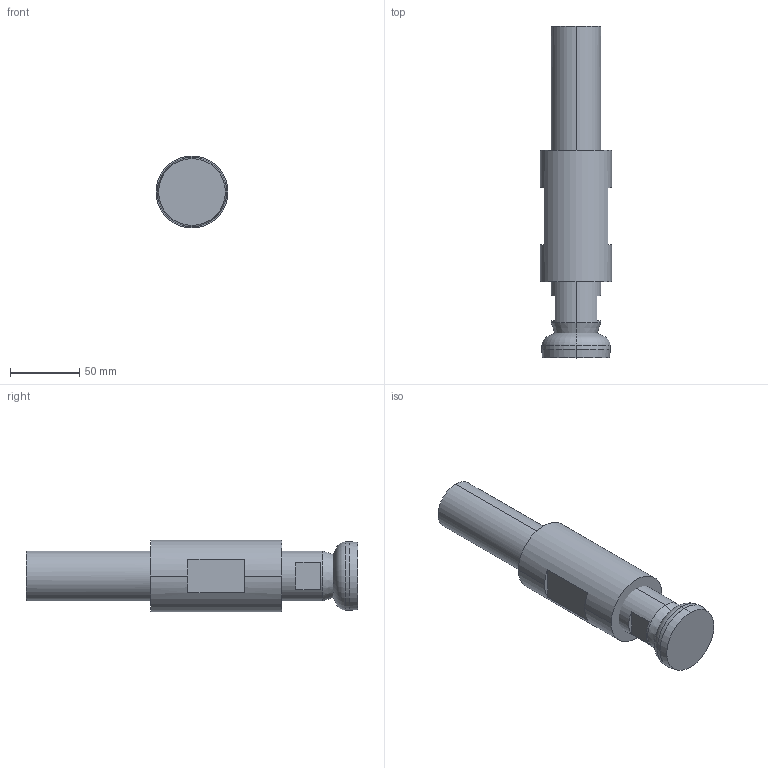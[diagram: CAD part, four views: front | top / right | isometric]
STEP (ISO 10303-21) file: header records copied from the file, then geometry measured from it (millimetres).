
FILE_DESCRIPTION (( 'STEP AP203' ), '1' );
FILE_NAME ('EHLFx0 - HLF50LC-M36-L215-R19.STEP', '2024-08-30T13:02:31', ( '' ), ( '' ), 'SwSTEP 2.0', 'SolidWorks 2024', '' );
FILE_SCHEMA (( 'CONFIG_CONTROL_DESIGN' ));
Length unit declared in the file: millimetre
Products named in the file (1): EHLFx0 - HLF50LC-M36-L215-R19
Bounding box: 52 x 240 x 52 mm (x, y, z)
Volume: 452147.5 mm3; surface area: 52510.9 mm2
Topology: 2 solids, 3 shells, 42 faces, 90 edges, 56 vertices
Faces by surface type: plane 18, cone 10, cylinder 6, torus 6, sphere 2
Entity records: 1231 total; most frequent: DIRECTION 232, CARTESIAN_POINT 189, ORIENTED_EDGE 180, AXIS2_PLACEMENT_3D 99, EDGE_CURVE 90, VERTEX_POINT 56, CIRCLE 56, EDGE_LOOP 46
